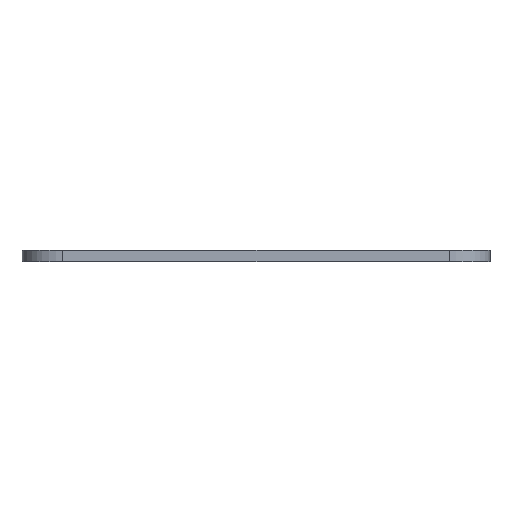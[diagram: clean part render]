
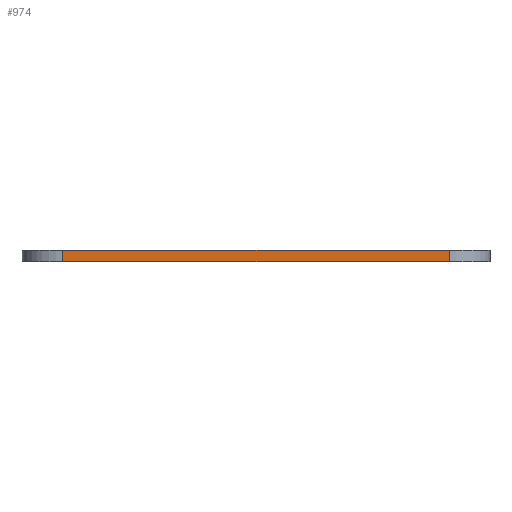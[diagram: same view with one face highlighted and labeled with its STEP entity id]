
A CAD part, left-side view. The second image highlights one B-rep face of the part: STEP entity #974.
In plain terms, the highlighted planar face has unit normal (-1, 0, 0).
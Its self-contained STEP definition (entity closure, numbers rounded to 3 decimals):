
#372=CARTESIAN_POINT('',(-20.,-16.5,-0.5));
#373=VERTEX_POINT('',#372);
#381=CARTESIAN_POINT('',(-20.,16.5,-0.5));
#382=VERTEX_POINT('',#381);
#383=CARTESIAN_POINT('',(-20.,16.5,-0.5));
#384=DIRECTION('',(0.0,-1.0,0.0));
#385=VECTOR('',#384,33.0);
#386=LINE('',#383,#385);
#387=EDGE_CURVE('',#382,#373,#386,.T.);
#933=CARTESIAN_POINT('',(-20.,-16.5,0.5));
#934=VERTEX_POINT('',#933);
#942=CARTESIAN_POINT('',(-20.,-16.5,0.5));
#943=DIRECTION('',(0.0,0.0,-1.0));
#944=VECTOR('',#943,1.0);
#945=LINE('',#942,#944);
#946=EDGE_CURVE('',#934,#373,#945,.T.);
#951=CARTESIAN_POINT('',(-20.,-20.0,0.0));
#952=DIRECTION('',(-1.0,0.0,0.0));
#953=DIRECTION('',(0.0,0.0,1.0));
#954=AXIS2_PLACEMENT_3D('',#951,#952,#953);
#955=PLANE('',#954);
#956=ORIENTED_EDGE('',*,*,#946,.F.);
#957=CARTESIAN_POINT('',(-20.,16.5,0.5));
#958=VERTEX_POINT('',#957);
#959=CARTESIAN_POINT('',(-20.,-16.5,0.5));
#960=DIRECTION('',(0.0,1.0,0.0));
#961=VECTOR('',#960,33.0);
#962=LINE('',#959,#961);
#963=EDGE_CURVE('',#934,#958,#962,.T.);
#964=ORIENTED_EDGE('',*,*,#963,.T.);
#965=CARTESIAN_POINT('',(-20.,16.5,-0.5));
#966=DIRECTION('',(0.0,0.0,1.0));
#967=VECTOR('',#966,1.0);
#968=LINE('',#965,#967);
#969=EDGE_CURVE('',#382,#958,#968,.T.);
#970=ORIENTED_EDGE('',*,*,#969,.F.);
#971=ORIENTED_EDGE('',*,*,#387,.T.);
#972=EDGE_LOOP('',(#956,#964,#970,#971));
#973=FACE_OUTER_BOUND('',#972,.T.);
#974=ADVANCED_FACE('',(#973),#955,.T.);
